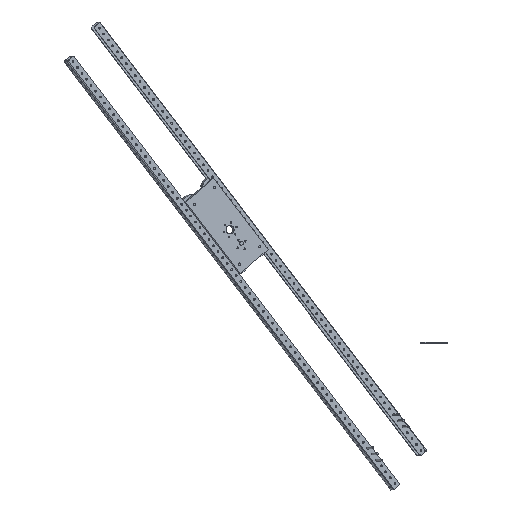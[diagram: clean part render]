
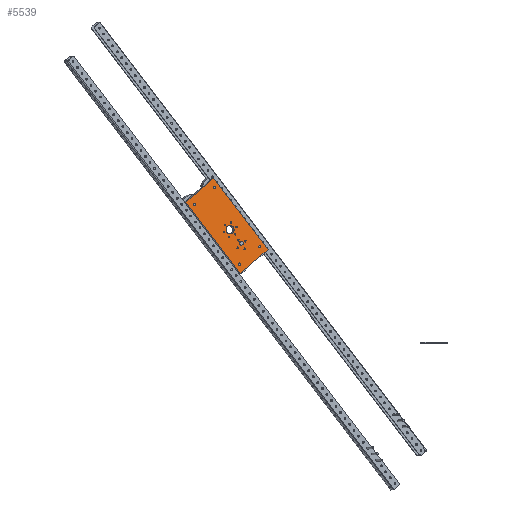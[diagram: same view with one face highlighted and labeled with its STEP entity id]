
A CAD part, left-side view. The second image highlights one B-rep face of the part: STEP entity #5539.
In plain terms, the highlighted face is planar.
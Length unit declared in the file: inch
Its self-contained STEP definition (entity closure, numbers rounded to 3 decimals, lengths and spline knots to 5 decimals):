
#137=LINE('',#8527,#210);
#141=LINE('',#8535,#214);
#144=LINE('',#8541,#217);
#147=LINE('',#8546,#220);
#210=VECTOR('',#6774,12.);
#214=VECTOR('',#6780,5.);
#217=VECTOR('',#6785,12.);
#220=VECTOR('',#6790,5.);
#288=PLANE('',#5880);
#355=FACE_BOUND('',#1420,.T.);
#356=FACE_BOUND('',#1421,.T.);
#357=FACE_BOUND('',#1422,.T.);
#358=FACE_BOUND('',#1423,.T.);
#359=FACE_BOUND('',#1424,.T.);
#360=FACE_BOUND('',#1425,.T.);
#361=FACE_BOUND('',#1426,.T.);
#362=FACE_BOUND('',#1427,.T.);
#363=FACE_BOUND('',#1428,.T.);
#364=FACE_BOUND('',#1429,.T.);
#365=FACE_BOUND('',#1430,.T.);
#366=FACE_BOUND('',#1431,.T.);
#367=FACE_BOUND('',#1432,.T.);
#368=FACE_BOUND('',#1433,.T.);
#369=FACE_BOUND('',#1434,.T.);
#370=FACE_BOUND('',#1435,.T.);
#1087=FACE_OUTER_BOUND('',#1419,.T.);
#1419=EDGE_LOOP('',(#4144,#4145,#4146,#4147));
#1420=EDGE_LOOP('',(#4148));
#1421=EDGE_LOOP('',(#4149));
#1422=EDGE_LOOP('',(#4150));
#1423=EDGE_LOOP('',(#4151));
#1424=EDGE_LOOP('',(#4152));
#1425=EDGE_LOOP('',(#4153));
#1426=EDGE_LOOP('',(#4154));
#1427=EDGE_LOOP('',(#4155));
#1428=EDGE_LOOP('',(#4156));
#1429=EDGE_LOOP('',(#4157));
#1430=EDGE_LOOP('',(#4158));
#1431=EDGE_LOOP('',(#4159));
#1432=EDGE_LOOP('',(#4160));
#1433=EDGE_LOOP('',(#4161));
#1434=EDGE_LOOP('',(#4162));
#1435=EDGE_LOOP('',(#4163));
#2409=CIRCLE('',#5828,0.1);
#2411=CIRCLE('',#5831,0.1);
#2413=CIRCLE('',#5834,0.1);
#2415=CIRCLE('',#5837,0.1);
#2417=CIRCLE('',#5840,0.1);
#2419=CIRCLE('',#5843,0.1);
#2421=CIRCLE('',#5846,0.5625);
#2423=CIRCLE('',#5849,0.025);
#2425=CIRCLE('',#5852,0.025);
#2427=CIRCLE('',#5855,0.025);
#2429=CIRCLE('',#5858,0.025);
#2431=CIRCLE('',#5861,0.025);
#2434=CIRCLE('',#5865,0.15625);
#2436=CIRCLE('',#5868,0.15625);
#2438=CIRCLE('',#5871,0.15625);
#2440=CIRCLE('',#5874,0.15625);
#2925=VERTEX_POINT('',#8445);
#2927=VERTEX_POINT('',#8450);
#2929=VERTEX_POINT('',#8455);
#2931=VERTEX_POINT('',#8460);
#2933=VERTEX_POINT('',#8465);
#2935=VERTEX_POINT('',#8470);
#2937=VERTEX_POINT('',#8475);
#2939=VERTEX_POINT('',#8480);
#2941=VERTEX_POINT('',#8485);
#2943=VERTEX_POINT('',#8490);
#2945=VERTEX_POINT('',#8495);
#2947=VERTEX_POINT('',#8500);
#2950=VERTEX_POINT('',#8507);
#2952=VERTEX_POINT('',#8512);
#2954=VERTEX_POINT('',#8517);
#2956=VERTEX_POINT('',#8522);
#2957=VERTEX_POINT('',#8525);
#2958=VERTEX_POINT('',#8526);
#2961=VERTEX_POINT('',#8534);
#2963=VERTEX_POINT('',#8540);
#3485=EDGE_CURVE('',#2925,#2925,#2409,.T.);
#3487=EDGE_CURVE('',#2927,#2927,#2411,.T.);
#3489=EDGE_CURVE('',#2929,#2929,#2413,.T.);
#3491=EDGE_CURVE('',#2931,#2931,#2415,.T.);
#3493=EDGE_CURVE('',#2933,#2933,#2417,.T.);
#3495=EDGE_CURVE('',#2935,#2935,#2419,.T.);
#3497=EDGE_CURVE('',#2937,#2937,#2421,.T.);
#3499=EDGE_CURVE('',#2939,#2939,#2423,.T.);
#3501=EDGE_CURVE('',#2941,#2941,#2425,.T.);
#3503=EDGE_CURVE('',#2943,#2943,#2427,.T.);
#3505=EDGE_CURVE('',#2945,#2945,#2429,.T.);
#3507=EDGE_CURVE('',#2947,#2947,#2431,.T.);
#3510=EDGE_CURVE('',#2950,#2950,#2434,.T.);
#3512=EDGE_CURVE('',#2952,#2952,#2436,.T.);
#3514=EDGE_CURVE('',#2954,#2954,#2438,.T.);
#3516=EDGE_CURVE('',#2956,#2956,#2440,.T.);
#3517=EDGE_CURVE('',#2957,#2958,#137,.T.);
#3521=EDGE_CURVE('',#2961,#2957,#141,.T.);
#3524=EDGE_CURVE('',#2963,#2961,#144,.T.);
#3527=EDGE_CURVE('',#2958,#2963,#147,.T.);
#4144=ORIENTED_EDGE('',*,*,#3527,.F.);
#4145=ORIENTED_EDGE('',*,*,#3517,.F.);
#4146=ORIENTED_EDGE('',*,*,#3521,.F.);
#4147=ORIENTED_EDGE('',*,*,#3524,.F.);
#4148=ORIENTED_EDGE('',*,*,#3485,.T.);
#4149=ORIENTED_EDGE('',*,*,#3487,.T.);
#4150=ORIENTED_EDGE('',*,*,#3489,.T.);
#4151=ORIENTED_EDGE('',*,*,#3491,.T.);
#4152=ORIENTED_EDGE('',*,*,#3493,.T.);
#4153=ORIENTED_EDGE('',*,*,#3495,.T.);
#4154=ORIENTED_EDGE('',*,*,#3497,.T.);
#4155=ORIENTED_EDGE('',*,*,#3499,.T.);
#4156=ORIENTED_EDGE('',*,*,#3501,.T.);
#4157=ORIENTED_EDGE('',*,*,#3503,.T.);
#4158=ORIENTED_EDGE('',*,*,#3505,.T.);
#4159=ORIENTED_EDGE('',*,*,#3507,.T.);
#4160=ORIENTED_EDGE('',*,*,#3510,.T.);
#4161=ORIENTED_EDGE('',*,*,#3512,.T.);
#4162=ORIENTED_EDGE('',*,*,#3514,.T.);
#4163=ORIENTED_EDGE('',*,*,#3516,.T.);
#5539=ADVANCED_FACE('',(#1087,#355,#356,#357,#358,#359,#360,#361,#362,#363,
#364,#365,#366,#367,#368,#369,#370),#288,.F.);
#5828=AXIS2_PLACEMENT_3D('',#8446,#6678,#6679);
#5831=AXIS2_PLACEMENT_3D('',#8451,#6684,#6685);
#5834=AXIS2_PLACEMENT_3D('',#8456,#6690,#6691);
#5837=AXIS2_PLACEMENT_3D('',#8461,#6696,#6697);
#5840=AXIS2_PLACEMENT_3D('',#8466,#6702,#6703);
#5843=AXIS2_PLACEMENT_3D('',#8471,#6708,#6709);
#5846=AXIS2_PLACEMENT_3D('',#8476,#6714,#6715);
#5849=AXIS2_PLACEMENT_3D('',#8481,#6720,#6721);
#5852=AXIS2_PLACEMENT_3D('',#8486,#6726,#6727);
#5855=AXIS2_PLACEMENT_3D('',#8491,#6732,#6733);
#5858=AXIS2_PLACEMENT_3D('',#8496,#6738,#6739);
#5861=AXIS2_PLACEMENT_3D('',#8501,#6744,#6745);
#5865=AXIS2_PLACEMENT_3D('',#8508,#6752,#6753);
#5868=AXIS2_PLACEMENT_3D('',#8513,#6758,#6759);
#5871=AXIS2_PLACEMENT_3D('',#8518,#6764,#6765);
#5874=AXIS2_PLACEMENT_3D('',#8523,#6770,#6771);
#5880=AXIS2_PLACEMENT_3D('',#8549,#6794,#6795);
#6678=DIRECTION('center_axis',(0.,0.,1.));
#6679=DIRECTION('ref_axis',(1.,0.,0.));
#6684=DIRECTION('center_axis',(0.,0.,1.));
#6685=DIRECTION('ref_axis',(1.,0.,0.));
#6690=DIRECTION('center_axis',(0.,0.,1.));
#6691=DIRECTION('ref_axis',(1.,0.,0.));
#6696=DIRECTION('center_axis',(0.,0.,1.));
#6697=DIRECTION('ref_axis',(1.,0.,0.));
#6702=DIRECTION('center_axis',(0.,0.,1.));
#6703=DIRECTION('ref_axis',(1.,0.,0.));
#6708=DIRECTION('center_axis',(0.,0.,1.));
#6709=DIRECTION('ref_axis',(1.,0.,0.));
#6714=DIRECTION('center_axis',(0.,0.,1.));
#6715=DIRECTION('ref_axis',(-1.,0.,0.));
#6720=DIRECTION('center_axis',(0.,0.,1.));
#6721=DIRECTION('ref_axis',(-1.,0.,0.));
#6726=DIRECTION('center_axis',(0.,0.,1.));
#6727=DIRECTION('ref_axis',(-1.,0.,0.));
#6732=DIRECTION('center_axis',(0.,0.,1.));
#6733=DIRECTION('ref_axis',(-1.,0.,0.));
#6738=DIRECTION('center_axis',(0.,0.,1.));
#6739=DIRECTION('ref_axis',(-1.,0.,0.));
#6744=DIRECTION('center_axis',(0.,0.,1.));
#6745=DIRECTION('ref_axis',(1.,0.,0.));
#6752=DIRECTION('center_axis',(0.,0.,1.));
#6753=DIRECTION('ref_axis',(-1.,0.,0.));
#6758=DIRECTION('center_axis',(0.,0.,1.));
#6759=DIRECTION('ref_axis',(-1.,0.,0.));
#6764=DIRECTION('center_axis',(0.,0.,1.));
#6765=DIRECTION('ref_axis',(-1.,0.,0.));
#6770=DIRECTION('center_axis',(0.,0.,1.));
#6771=DIRECTION('ref_axis',(-1.,0.,0.));
#6774=DIRECTION('',(0.,-1.,0.));
#6780=DIRECTION('',(-1.,0.,0.));
#6785=DIRECTION('',(0.,1.,0.));
#6790=DIRECTION('',(1.,0.,0.));
#6794=DIRECTION('center_axis',(0.,0.,1.));
#6795=DIRECTION('ref_axis',(1.,0.,0.));
#8445=CARTESIAN_POINT('',(3.10268,6.04914,0.));
#8446=CARTESIAN_POINT('Origin',(3.20268,6.04914,0.));
#8450=CARTESIAN_POINT('',(1.51055,6.37264,0.));
#8451=CARTESIAN_POINT('Origin',(1.61055,6.37264,0.));
#8455=CARTESIAN_POINT('',(2.58677,7.58972,0.));
#8456=CARTESIAN_POINT('Origin',(2.68677,7.58972,0.));
#8460=CARTESIAN_POINT('',(1.69732,7.29186,0.));
#8461=CARTESIAN_POINT('Origin',(1.79732,7.29186,0.));
#8465=CARTESIAN_POINT('',(2.21323,5.75128,0.));
#8466=CARTESIAN_POINT('Origin',(2.31323,5.75128,0.));
#8470=CARTESIAN_POINT('',(3.28945,6.96836,0.));
#8471=CARTESIAN_POINT('Origin',(3.38945,6.96836,0.));
#8475=CARTESIAN_POINT('',(3.0625,6.6705,0.));
#8476=CARTESIAN_POINT('Origin',(2.5,6.6705,0.));
#8480=CARTESIAN_POINT('',(2.525,8.48153,0.));
#8481=CARTESIAN_POINT('Origin',(2.5,8.48153,0.));
#8485=CARTESIAN_POINT('',(1.83603,9.17,0.));
#8486=CARTESIAN_POINT('Origin',(1.81103,9.17,0.));
#8490=CARTESIAN_POINT('',(2.525,9.85948,0.));
#8491=CARTESIAN_POINT('Origin',(2.5,9.85948,0.));
#8495=CARTESIAN_POINT('',(3.21397,9.17,0.));
#8496=CARTESIAN_POINT('Origin',(3.18897,9.17,0.));
#8500=CARTESIAN_POINT('',(2.475,9.1705,0.));
#8501=CARTESIAN_POINT('Origin',(2.5,9.1705,0.));
#8507=CARTESIAN_POINT('',(4.47365,1.,0.));
#8508=CARTESIAN_POINT('Origin',(4.3174,1.,0.));
#8512=CARTESIAN_POINT('',(0.83885,1.,0.));
#8513=CARTESIAN_POINT('Origin',(0.6826,1.,0.));
#8517=CARTESIAN_POINT('',(4.47365,11.,0.));
#8518=CARTESIAN_POINT('Origin',(4.3174,11.,0.));
#8522=CARTESIAN_POINT('',(0.83885,11.,0.));
#8523=CARTESIAN_POINT('Origin',(0.6826,11.,0.));
#8525=CARTESIAN_POINT('',(0.,12.,0.));
#8526=CARTESIAN_POINT('',(0.,0.,0.));
#8527=CARTESIAN_POINT('',(0.,12.,0.));
#8534=CARTESIAN_POINT('',(5.,12.,0.));
#8535=CARTESIAN_POINT('',(5.,12.,0.));
#8540=CARTESIAN_POINT('',(5.,0.,0.));
#8541=CARTESIAN_POINT('',(5.,0.,0.));
#8546=CARTESIAN_POINT('',(0.,0.,0.));
#8549=CARTESIAN_POINT('Origin',(2.5,6.,0.));
